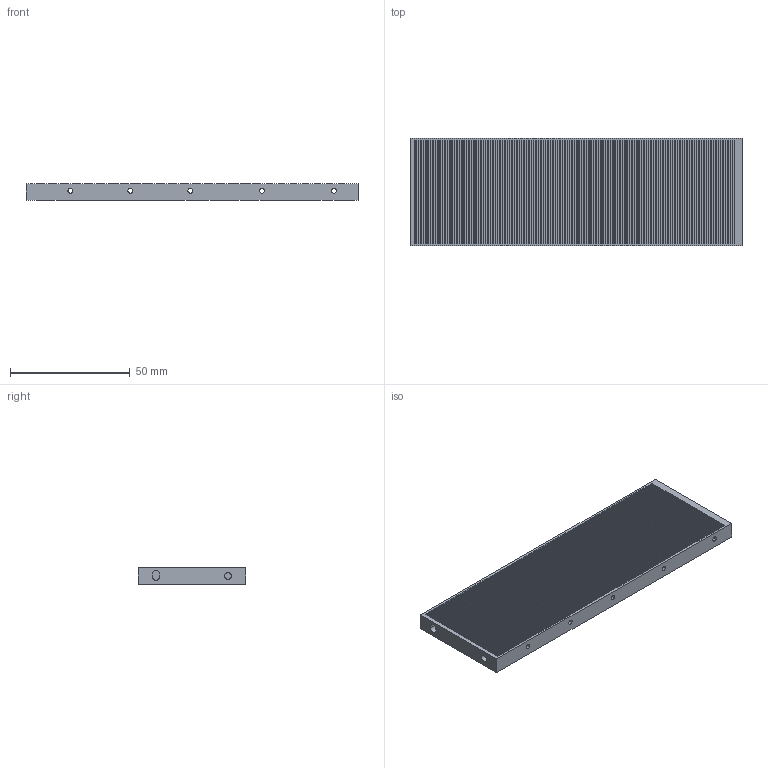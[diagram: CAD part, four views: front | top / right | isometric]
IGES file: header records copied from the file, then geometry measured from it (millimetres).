
Start section: START RECORD GO HERE.
Global section: file name: Baffle_Petit_panneau.igs; native system: IBM CATIA IGES - CATIA Version 5 Release 14 ; preprocessor: CATIA Version 5 Release 14 ; author: pmalc; organization: SROC-3; date: 20050127.163224; units: millimetre
Bounding box: 138.5 x 45 x 7 mm (x, y, z)
Surface area: 25190.2 mm2 (no closed solid volume)
Topology: 0 solids, 0 shells, 786 faces, 3888 edges, 3888 vertices
Faces by surface type: plane 730, revolution 56
